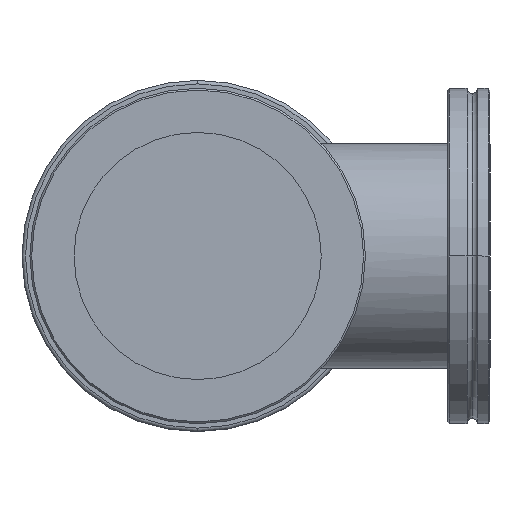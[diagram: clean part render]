
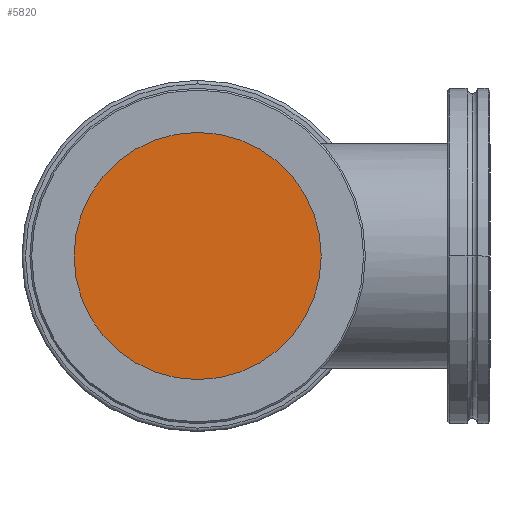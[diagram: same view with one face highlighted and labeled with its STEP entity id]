
A CAD part, front view. The second image highlights one B-rep face of the part: STEP entity #5820.
In plain terms, the highlighted planar face has unit normal (0, -1, 0).
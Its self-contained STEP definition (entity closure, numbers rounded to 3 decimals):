
#1184 = CIRCLE ( 'NONE', #6867, 35. ) ;
#1313 = AXIS2_PLACEMENT_3D ( 'NONE', #4492, #4476, #4502 ) ;
#1566 = DIRECTION ( 'NONE',  ( 0., 1., 0. ) ) ;
#1621 = EDGE_LOOP ( 'NONE', ( #6934, #7339 ) ) ;
#1745 = CARTESIAN_POINT ( 'NONE',  ( -35., 1.9, 0. ) ) ;
#3344 = PLANE ( 'NONE',  #5313 ) ;
#3555 = VERTEX_POINT ( 'NONE', #6917 ) ;
#3762 = DIRECTION ( 'NONE',  ( -1., 0., 0. ) ) ;
#3915 = VERTEX_POINT ( 'NONE', #1745 ) ;
#3988 = FACE_OUTER_BOUND ( 'NONE', #1621, .T. ) ;
#4045 = DIRECTION ( 'NONE',  ( -1., 0., 0. ) ) ;
#4386 = CARTESIAN_POINT ( 'NONE',  ( 0., 1.9, 0. ) ) ;
#4476 = DIRECTION ( 'NONE',  ( 0., 1., 0. ) ) ;
#4492 = CARTESIAN_POINT ( 'NONE',  ( 0., 1.9, 0. ) ) ;
#4502 = DIRECTION ( 'NONE',  ( -1., 0., 0. ) ) ;
#4981 = EDGE_CURVE ( 'NONE', #3915, #3555, #5157, .T. ) ;
#5157 = CIRCLE ( 'NONE', #1313, 35. ) ;
#5313 = AXIS2_PLACEMENT_3D ( 'NONE', #7108, #1566, #4045 ) ;
#5506 = EDGE_CURVE ( 'NONE', #3555, #3915, #1184, .T. ) ;
#5820 = ADVANCED_FACE ( 'NONE', ( #3988 ), #3344, .F. ) ;
#6867 = AXIS2_PLACEMENT_3D ( 'NONE', #4386, #8168, #3762 ) ;
#6917 = CARTESIAN_POINT ( 'NONE',  ( 35., 1.9, 0. ) ) ;
#6934 = ORIENTED_EDGE ( 'NONE', *, *, #4981, .F. ) ;
#7108 = CARTESIAN_POINT ( 'NONE',  ( 0., 1.9, 0. ) ) ;
#7339 = ORIENTED_EDGE ( 'NONE', *, *, #5506, .F. ) ;
#8168 = DIRECTION ( 'NONE',  ( 0., 1., 0. ) ) ;
